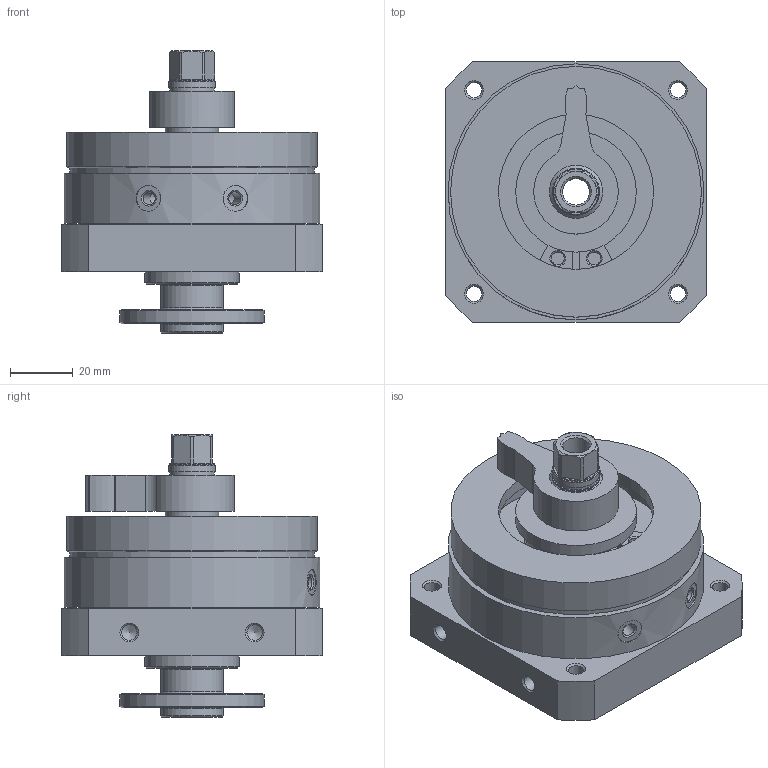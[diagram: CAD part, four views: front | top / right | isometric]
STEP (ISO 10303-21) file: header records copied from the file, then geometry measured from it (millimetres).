
FILE_DESCRIPTION(/* description */ ('STEP AP214'),/* implementation_level */ '2;1');
FILE_NAME(/* name */ '547598_DSM-25-270-FW-A-B',/* time_stamp */ '2024-08-21T18:20:01+02:00',/* author */ ('License CC BY-ND 4.0'),/* organization */ ('CADENAS'),/* preprocessor_version */ 'ST-DEVELOPER v19.3',/* originating_system */ 'PARTsolutions',/* authorisation */ ' ');
FILE_SCHEMA (('AUTOMOTIVE_DESIGN {1 0 10303 214 3 1 1}'));
Length unit declared in the file: millimetre
Products named in the file (4): 547598 DSM-25-270-FW-A-B--(0); 547598 DSM-25-270-FW-A-B_G---(B); 256913 DSM-25_NS; 547598 DSM-25-270-FW-A-B_K---(B)
Assembly tree (4 placements, depth 2):
  547598 DSM-25-270-FW-A-B--(0)
    547598 DSM-25-270-FW-A-B_G---(B)
    256913 DSM-25_NS  x2
    547598 DSM-25-270-FW-A-B_K---(B)
Bounding box: 83 x 83 x 90 mm (x, y, z)
Volume: 242065.9 mm3; surface area: 57958.4 mm2
Topology: 4 solids, 4 shells, 196 faces, 452 edges, 282 vertices
Faces by surface type: cylinder 71, plane 62, cone 60, torus 3
Full cylindrical faces by diameter (mm): 4.134 x8, 4.917 x10, 5.5 x4, 8.3 x2, 8.566 x1, 14.3 x1, 14.5 x1, 15 x2, 17 x3, 20 x2, 30 x1, 32 x1, 38.5 x1, 46 x1, 49.5 x1, 58 x1, 64.4 x1, 78 x1, 80 x1, 81.65 x1
Entity records: 4751 total; most frequent: DIRECTION 857, CARTESIAN_POINT 805, ORIENTED_EDGE 608, AXIS2_PLACEMENT_3D 381, FACE_BOUND 337, EDGE_LOOP 329, EDGE_CURVE 304, VERTEX_POINT 251
